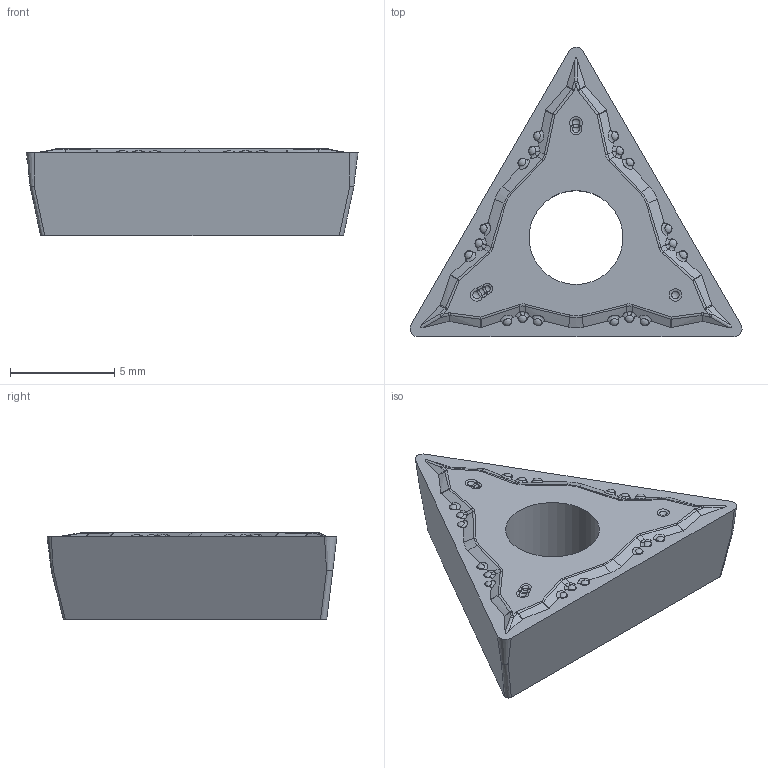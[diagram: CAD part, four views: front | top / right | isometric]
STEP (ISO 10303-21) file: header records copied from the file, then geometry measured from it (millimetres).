
FILE_DESCRIPTION(/* description */ (''),/* implementation_level */ '2;1');
FILE_NAME(/* name */ 'TCMT16T304E_FM_115007209ndi000_00_SIM.stp',/* time_stamp */ '2022-01-17T09:29:04+01:00',/* author */ (''),/* organization */ (''),/* preprocessor_version */ 'ST-DEVELOPER v16.7',/* originating_system */ 'SIEMENS PLM Software NX 12.0',/* authorisation */ '');
FILE_SCHEMA (('AUTOMOTIVE_DESIGN { 1 0 10303 214 3 1 1 1 }'));
Length unit declared in the file: millimetre
Products named in the file (1): lf1941F42659uc8r
Bounding box: 15.91 x 13.89 x 4.17 mm (x, y, z)
Volume: 370.4 mm3; surface area: 425.9 mm2
Topology: 1 solids, 1 shells, 246 faces, 632 edges, 387 vertices
Faces by surface type: bspline 149, torus 34, sphere 31, plane 16, cylinder 13, cone 3
Full cylindrical faces by diameter (mm): 4.5 x1
Entity records: 11746 total; most frequent: CARTESIAN_POINT 7212, ORIENTED_EDGE 1244, EDGE_CURVE 622, DIRECTION 505, B_SPLINE_CURVE_WITH_KNOTS 416, VERTEX_POINT 385, EDGE_LOOP 253, ADVANCED_FACE 245
